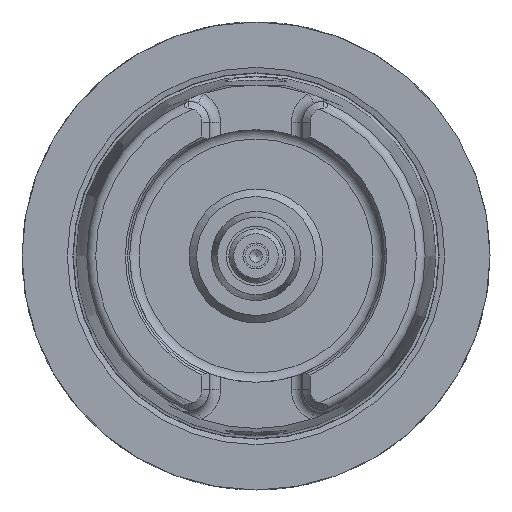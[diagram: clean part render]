
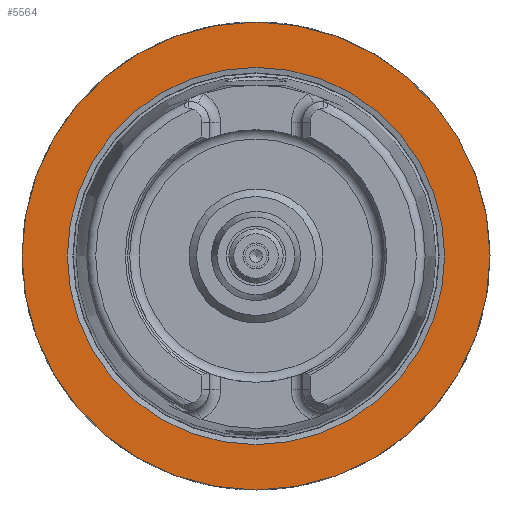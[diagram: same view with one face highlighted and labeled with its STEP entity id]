
A CAD part, left-side view. The second image highlights one B-rep face of the part: STEP entity #5564.
In plain terms, the highlighted planar face has unit normal (-1, 0, 0).
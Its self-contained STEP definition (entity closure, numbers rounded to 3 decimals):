
#4755=CARTESIAN_POINT('',(0.0,31.5,0.0));
#4756=VERTEX_POINT('',#4755);
#4757=CARTESIAN_POINT('',(0.0,0.0,0.0));
#4758=DIRECTION('',(1.0,0.0,0.0));
#4759=DIRECTION('',(0.0,1.0,0.0));
#4760=AXIS2_PLACEMENT_3D('',#4757,#4758,#4759);
#4761=CIRCLE('',#4760,31.5);
#4762=EDGE_CURVE('',#4756,#4756,#4761,.T.);
#5538=CARTESIAN_POINT('',(0.0,25.4,0.0));
#5539=VERTEX_POINT('',#5538);
#5540=CARTESIAN_POINT('',(0.0,0.0,0.0));
#5541=DIRECTION('',(1.0,0.0,0.0));
#5542=DIRECTION('',(0.0,1.0,0.0));
#5543=AXIS2_PLACEMENT_3D('',#5540,#5541,#5542);
#5544=CIRCLE('',#5543,25.4);
#5545=EDGE_CURVE('',#5539,#5539,#5544,.T.);
#5553=CARTESIAN_POINT('',(0.0,28.45,0.0));
#5554=DIRECTION('',(-1.0,0.0,0.0));
#5555=DIRECTION('',(0.0,0.0,1.0));
#5556=AXIS2_PLACEMENT_3D('',#5553,#5554,#5555);
#5557=PLANE('',#5556);
#5558=ORIENTED_EDGE('',*,*,#4762,.F.);
#5559=EDGE_LOOP('',(#5558));
#5560=FACE_OUTER_BOUND('',#5559,.T.);
#5561=ORIENTED_EDGE('',*,*,#5545,.T.);
#5562=EDGE_LOOP('',(#5561));
#5563=FACE_BOUND('',#5562,.T.);
#5564=ADVANCED_FACE('',(#5560,#5563),#5557,.T.);
